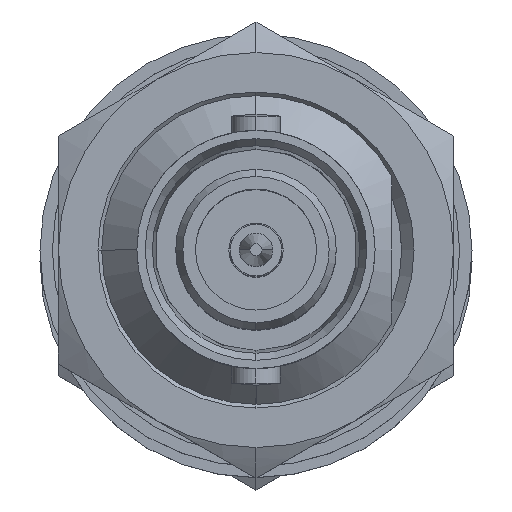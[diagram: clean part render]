
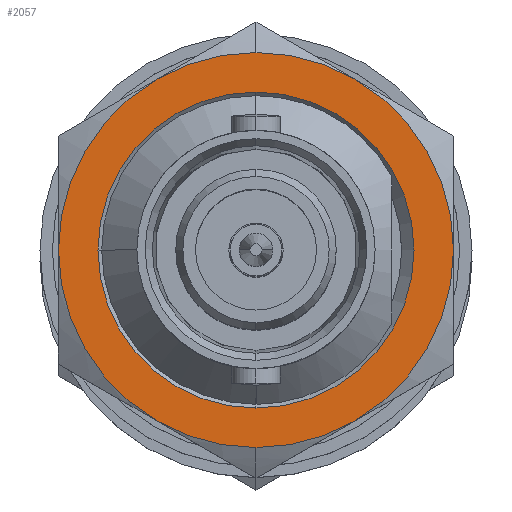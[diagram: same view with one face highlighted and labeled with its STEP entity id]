
A CAD part, top view. The second image highlights one B-rep face of the part: STEP entity #2057.
In plain terms, the highlighted face is planar.
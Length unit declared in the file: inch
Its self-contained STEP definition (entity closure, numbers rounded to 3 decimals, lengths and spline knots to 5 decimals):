
#193 = DIRECTION ( 'NONE',  ( 0., 0.866, 0.5 ) ) ;
#412 = CARTESIAN_POINT ( 'NONE',  ( 0., 0., 0. ) ) ;
#434 = ORIENTED_EDGE ( 'NONE', *, *, #2229, .T. ) ;
#514 = CARTESIAN_POINT ( 'NONE',  ( 0., -0.27276, 0.15748 ) ) ;
#650 = CIRCLE ( 'NONE', #6189, 0.31496 ) ;
#667 = AXIS2_PLACEMENT_3D ( 'NONE', #412, #3129, #5842 ) ;
#691 = DIRECTION ( 'NONE',  ( -1., 0., 0. ) ) ;
#701 = ORIENTED_EDGE ( 'NONE', *, *, #1866, .T. ) ;
#784 = ORIENTED_EDGE ( 'NONE', *, *, #7333, .F. ) ;
#816 = CARTESIAN_POINT ( 'NONE',  ( 0., 0., 0. ) ) ;
#975 = ORIENTED_EDGE ( 'NONE', *, *, #1155, .T. ) ;
#1119 = DIRECTION ( 'NONE',  ( 0., -1., 0. ) ) ;
#1155 = EDGE_CURVE ( 'NONE', #6214, #1187, #3486, .T. ) ;
#1187 = VERTEX_POINT ( 'NONE', #6978 ) ;
#1263 = CARTESIAN_POINT ( 'NONE',  ( 0., 0., 0. ) ) ;
#1389 = DIRECTION ( 'NONE',  ( 0., -0.866, -0.5 ) ) ;
#1413 = DIRECTION ( 'NONE',  ( -1., 0., 0. ) ) ;
#1483 = CARTESIAN_POINT ( 'NONE',  ( 0., 0., 0. ) ) ;
#1492 = CARTESIAN_POINT ( 'NONE',  ( 0., 0., 0. ) ) ;
#1530 = DIRECTION ( 'NONE',  ( 1., 0., 0. ) ) ;
#1580 = CARTESIAN_POINT ( 'NONE',  ( 0., 0., 0. ) ) ;
#1634 = DIRECTION ( 'NONE',  ( -1., 0., 0. ) ) ;
#1720 = DIRECTION ( 'NONE',  ( 0., -0.866, -0.5 ) ) ;
#1786 = EDGE_LOOP ( 'NONE', ( #975, #3925, #434 ) ) ;
#1866 = EDGE_CURVE ( 'NONE', #4480, #2037, #650, .T. ) ;
#1922 = CIRCLE ( 'NONE', #7747, 0.31496 ) ;
#1955 = ORIENTED_EDGE ( 'NONE', *, *, #8512, .T. ) ;
#1973 = CARTESIAN_POINT ( 'NONE',  ( 0., 0.31496, 0. ) ) ;
#2037 = VERTEX_POINT ( 'NONE', #2288 ) ;
#2057 = ADVANCED_FACE ( 'NONE', ( #7583, #8392 ), #6943, .F. ) ;
#2229 = EDGE_CURVE ( 'NONE', #7212, #6214, #5922, .T. ) ;
#2240 = CARTESIAN_POINT ( 'NONE',  ( 0., 0., 0. ) ) ;
#2288 = CARTESIAN_POINT ( 'NONE',  ( 0., 0.27276, -0.15748 ) ) ;
#2568 = EDGE_CURVE ( 'NONE', #1187, #7212, #8739, .T. ) ;
#2883 = CARTESIAN_POINT ( 'NONE',  ( 0., 0., 0. ) ) ;
#2926 = AXIS2_PLACEMENT_3D ( 'NONE', #4780, #8752, #1389 ) ;
#3057 = DIRECTION ( 'NONE',  ( 1., 0., 0. ) ) ;
#3085 = AXIS2_PLACEMENT_3D ( 'NONE', #816, #4996, #7710 ) ;
#3129 = DIRECTION ( 'NONE',  ( 1., 0., 0. ) ) ;
#3234 = EDGE_CURVE ( 'NONE', #4532, #4480, #6861, .T. ) ;
#3365 = EDGE_CURVE ( 'NONE', #6660, #8647, #1922, .T. ) ;
#3486 = CIRCLE ( 'NONE', #4198, 0.25197 ) ;
#3684 = DIRECTION ( 'NONE',  ( -1., 0., 0. ) ) ;
#3827 = CARTESIAN_POINT ( 'NONE',  ( 0., 0., 0.31496 ) ) ;
#3865 = CIRCLE ( 'NONE', #4998, 0.31496 ) ;
#3925 = ORIENTED_EDGE ( 'NONE', *, *, #2568, .T. ) ;
#4013 = CARTESIAN_POINT ( 'NONE',  ( 0., 0.27276, 0.15748 ) ) ;
#4024 = AXIS2_PLACEMENT_3D ( 'NONE', #2883, #1413, #5521 ) ;
#4105 = DIRECTION ( 'NONE',  ( 0., -1., 0. ) ) ;
#4144 = DIRECTION ( 'NONE',  ( 1., 0., 0. ) ) ;
#4198 = AXIS2_PLACEMENT_3D ( 'NONE', #2240, #4144, #4105 ) ;
#4209 = DIRECTION ( 'NONE',  ( 0., 0., 1. ) ) ;
#4355 = VERTEX_POINT ( 'NONE', #5267 ) ;
#4453 = ORIENTED_EDGE ( 'NONE', *, *, #5269, .F. ) ;
#4464 = AXIS2_PLACEMENT_3D ( 'NONE', #7119, #5702, #1119 ) ;
#4480 = VERTEX_POINT ( 'NONE', #1973 ) ;
#4525 = CARTESIAN_POINT ( 'NONE',  ( 0., 0., 0. ) ) ;
#4532 = VERTEX_POINT ( 'NONE', #4013 ) ;
#4581 = EDGE_LOOP ( 'NONE', ( #4663, #7678, #1955, #5996, #4453, #784, #7140, #701 ) ) ;
#4663 = ORIENTED_EDGE ( 'NONE', *, *, #7494, .F. ) ;
#4775 = AXIS2_PLACEMENT_3D ( 'NONE', #1483, #1530, #4209 ) ;
#4780 = CARTESIAN_POINT ( 'NONE',  ( 0., 0., 0. ) ) ;
#4797 = CARTESIAN_POINT ( 'NONE',  ( 0., 0.25197, 0. ) ) ;
#4996 = DIRECTION ( 'NONE',  ( 1., 0., 0. ) ) ;
#4998 = AXIS2_PLACEMENT_3D ( 'NONE', #1492, #6864, #193 ) ;
#5267 = CARTESIAN_POINT ( 'NONE',  ( 0., -0.27276, -0.15748 ) ) ;
#5269 = EDGE_CURVE ( 'NONE', #7024, #8647, #8628, .T. ) ;
#5304 = CIRCLE ( 'NONE', #4024, 0.31496 ) ;
#5324 = DIRECTION ( 'NONE',  ( 0., 0.866, 0.5 ) ) ;
#5521 = DIRECTION ( 'NONE',  ( 0., -0.866, -0.5 ) ) ;
#5597 = EDGE_CURVE ( 'NONE', #4355, #7613, #7049, .T. ) ;
#5702 = DIRECTION ( 'NONE',  ( 1., 0., 0. ) ) ;
#5842 = DIRECTION ( 'NONE',  ( 0., 1., 0. ) ) ;
#5922 = CIRCLE ( 'NONE', #667, 0.25197 ) ;
#5987 = CARTESIAN_POINT ( 'NONE',  ( 0., 0., -0.31496 ) ) ;
#5996 = ORIENTED_EDGE ( 'NONE', *, *, #3365, .T. ) ;
#6189 = AXIS2_PLACEMENT_3D ( 'NONE', #1263, #691, #5324 ) ;
#6214 = VERTEX_POINT ( 'NONE', #8065 ) ;
#6560 = AXIS2_PLACEMENT_3D ( 'NONE', #4525, #3057, #7777 ) ;
#6563 = CARTESIAN_POINT ( 'NONE',  ( 0., -0.31496, 0. ) ) ;
#6660 = VERTEX_POINT ( 'NONE', #6563 ) ;
#6861 = CIRCLE ( 'NONE', #7318, 0.31496 ) ;
#6864 = DIRECTION ( 'NONE',  ( 1., 0., 0. ) ) ;
#6943 = PLANE ( 'NONE',  #3085 ) ;
#6978 = CARTESIAN_POINT ( 'NONE',  ( 0., 0., -0.25197 ) ) ;
#6982 = CIRCLE ( 'NONE', #6560, 0.31496 ) ;
#7010 = CARTESIAN_POINT ( 'NONE',  ( 0., 0., 0. ) ) ;
#7024 = VERTEX_POINT ( 'NONE', #3827 ) ;
#7049 = CIRCLE ( 'NONE', #2926, 0.31496 ) ;
#7119 = CARTESIAN_POINT ( 'NONE',  ( 0., 0., 0. ) ) ;
#7140 = ORIENTED_EDGE ( 'NONE', *, *, #3234, .T. ) ;
#7212 = VERTEX_POINT ( 'NONE', #4797 ) ;
#7318 = AXIS2_PLACEMENT_3D ( 'NONE', #1580, #1634, #8505 ) ;
#7333 = EDGE_CURVE ( 'NONE', #4532, #7024, #3865, .T. ) ;
#7494 = EDGE_CURVE ( 'NONE', #7613, #2037, #6982, .T. ) ;
#7583 = FACE_BOUND ( 'NONE', #1786, .T. ) ;
#7613 = VERTEX_POINT ( 'NONE', #5987 ) ;
#7678 = ORIENTED_EDGE ( 'NONE', *, *, #5597, .F. ) ;
#7710 = DIRECTION ( 'NONE',  ( 0., 1., 0. ) ) ;
#7747 = AXIS2_PLACEMENT_3D ( 'NONE', #7010, #3684, #1720 ) ;
#7777 = DIRECTION ( 'NONE',  ( 0., 0., -1. ) ) ;
#8065 = CARTESIAN_POINT ( 'NONE',  ( 0., -0.25197, 0. ) ) ;
#8392 = FACE_OUTER_BOUND ( 'NONE', #4581, .T. ) ;
#8505 = DIRECTION ( 'NONE',  ( 0., 0.866, 0.5 ) ) ;
#8512 = EDGE_CURVE ( 'NONE', #4355, #6660, #5304, .T. ) ;
#8628 = CIRCLE ( 'NONE', #4775, 0.31496 ) ;
#8647 = VERTEX_POINT ( 'NONE', #514 ) ;
#8739 = CIRCLE ( 'NONE', #4464, 0.25197 ) ;
#8752 = DIRECTION ( 'NONE',  ( 1., 0., 0. ) ) ;
